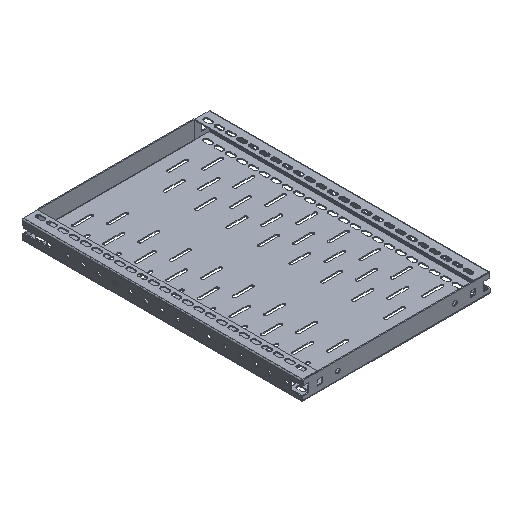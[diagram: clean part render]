
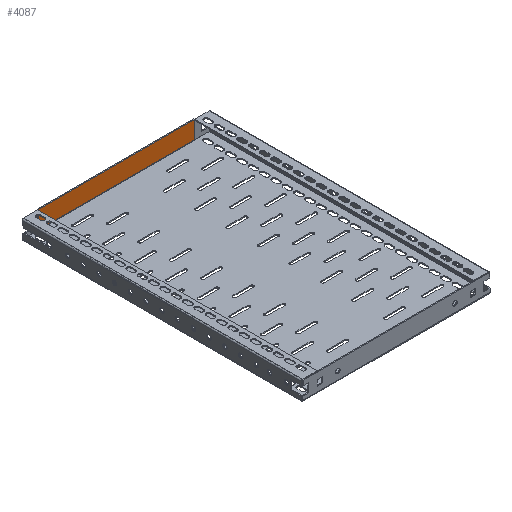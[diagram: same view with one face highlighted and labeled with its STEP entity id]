
A CAD part, isometric view. The second image highlights one B-rep face of the part: STEP entity #4087.
In plain terms, the highlighted planar face has unit normal (0, -1, 0).
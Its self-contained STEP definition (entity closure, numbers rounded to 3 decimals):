
#294 = CARTESIAN_POINT ( 'NONE',  ( 124., 221.75, 0.6 ) ) ;
#398 = ORIENTED_EDGE ( 'NONE', *, *, #1999, .F. ) ;
#1999 = EDGE_CURVE ( 'NONE', #27946, #3958, #19852, .T. ) ;
#2765 = EDGE_CURVE ( 'NONE', #3958, #12270, #22590, .T. ) ;
#3607 = CARTESIAN_POINT ( 'NONE',  ( 124., 221.75, 0.6 ) ) ;
#3958 = VERTEX_POINT ( 'NONE', #24046 ) ;
#4087 = ADVANCED_FACE ( 'NONE', ( #19070 ), #14717, .T. ) ;
#5619 = ORIENTED_EDGE ( 'NONE', *, *, #12003, .F. ) ;
#6485 = VECTOR ( 'NONE', #14598, 1000. ) ;
#8154 = CARTESIAN_POINT ( 'NONE',  ( -124., 221.75, 28.5 ) ) ;
#9789 = VECTOR ( 'NONE', #23406, 1000. ) ;
#10251 = ORIENTED_EDGE ( 'NONE', *, *, #2765, .F. ) ;
#10387 = DIRECTION ( 'NONE',  ( 0., 0., -1. ) ) ;
#10655 = VERTEX_POINT ( 'NONE', #294 ) ;
#10676 = AXIS2_PLACEMENT_3D ( 'NONE', #8154, #23639, #10387 ) ;
#12003 = EDGE_CURVE ( 'NONE', #12270, #10655, #27455, .T. ) ;
#12270 = VERTEX_POINT ( 'NONE', #12812 ) ;
#12487 = CARTESIAN_POINT ( 'NONE',  ( -124., 221.75, 0.6 ) ) ;
#12536 = CARTESIAN_POINT ( 'NONE',  ( 124., 221.75, 28.5 ) ) ;
#12812 = CARTESIAN_POINT ( 'NONE',  ( 124., 221.75, 28.5 ) ) ;
#13988 = VECTOR ( 'NONE', #27312, 1000. ) ;
#14024 = CARTESIAN_POINT ( 'NONE',  ( -124., 221.75, 28.5 ) ) ;
#14598 = DIRECTION ( 'NONE',  ( -1., 0., 0. ) ) ;
#14717 = PLANE ( 'NONE',  #10676 ) ;
#14921 = ORIENTED_EDGE ( 'NONE', *, *, #19915, .F. ) ;
#17454 = EDGE_LOOP ( 'NONE', ( #398, #14921, #5619, #10251 ) ) ;
#18066 = VECTOR ( 'NONE', #28051, 1000. ) ;
#18208 = LINE ( 'NONE', #3607, #6485 ) ;
#19070 = FACE_OUTER_BOUND ( 'NONE', #17454, .T. ) ;
#19852 = LINE ( 'NONE', #14024, #13988 ) ;
#19915 = EDGE_CURVE ( 'NONE', #10655, #27946, #18208, .T. ) ;
#21160 = CARTESIAN_POINT ( 'NONE',  ( 124., 221.75, 28.5 ) ) ;
#22590 = LINE ( 'NONE', #12536, #18066 ) ;
#23406 = DIRECTION ( 'NONE',  ( 0., 0., -1. ) ) ;
#23639 = DIRECTION ( 'NONE',  ( 0., -1., 0. ) ) ;
#24046 = CARTESIAN_POINT ( 'NONE',  ( -124., 221.75, 28.5 ) ) ;
#27312 = DIRECTION ( 'NONE',  ( 0., 0., 1. ) ) ;
#27455 = LINE ( 'NONE', #21160, #9789 ) ;
#27946 = VERTEX_POINT ( 'NONE', #12487 ) ;
#28051 = DIRECTION ( 'NONE',  ( 1., 0., 0. ) ) ;
